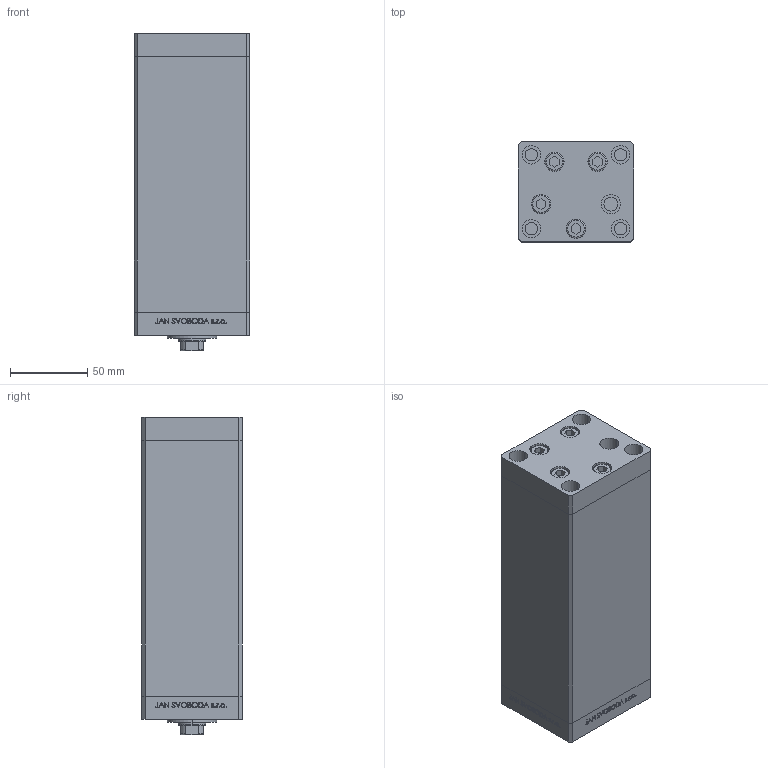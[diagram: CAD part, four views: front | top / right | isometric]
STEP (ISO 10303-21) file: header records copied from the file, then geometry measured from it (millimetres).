
FILE_DESCRIPTION (( 'STEP AP203' ), '1' );
FILE_NAME ('26f6.STEP', '2024-01-08T18:15:47', ( '' ), ( '' ), 'SwSTEP 2.0', 'SolidWorks 2019', '' );
FILE_SCHEMA (( 'CONFIG_CONTROL_DESIGN' ));
Length unit declared in the file: millimetre
Products named in the file (6): V220C FRONT e580bbde18d9a02f00ad85405897bde3; ALLEN BOLT e580bbde18d9a02f00ad85405897bde3; V220C_VC_C e580bbde18d9a02f00ad85405897bde3; V220C BACK_C e580bbde18d9a02f00ad85405897bde3; V220C_C MIDDLE e580bbde18d9a02f00ad85405897bde3; 26f6
Assembly tree (13 placements, depth 2):
  26f6
    ALLEN BOLT e580bbde18d9a02f00ad85405897bde3  x9
    V220C_C MIDDLE e580bbde18d9a02f00ad85405897bde3
    V220C FRONT e580bbde18d9a02f00ad85405897bde3
    V220C_VC_C e580bbde18d9a02f00ad85405897bde3
    V220C BACK_C e580bbde18d9a02f00ad85405897bde3
Bounding box: 75 x 65 x 206 mm (x, y, z)
Volume: 797093.8 mm3; surface area: 159893 mm2
Topology: 13 solids, 13 shells, 1173 faces, 2899 edges, 1903 vertices
Faces by surface type: plane 544, bspline 380, cylinder 167, cone 42, torus 40
Entity records: 49329 total; most frequent: CARTESIAN_POINT 26633, ORIENTED_EDGE 5058, DIRECTION 3313, EDGE_CURVE 2529, VERTEX_POINT 1679, LINE 1467, VECTOR 1467, EDGE_LOOP 1178
